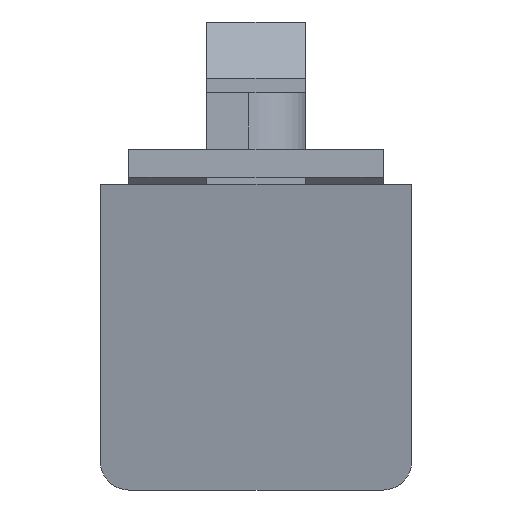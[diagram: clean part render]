
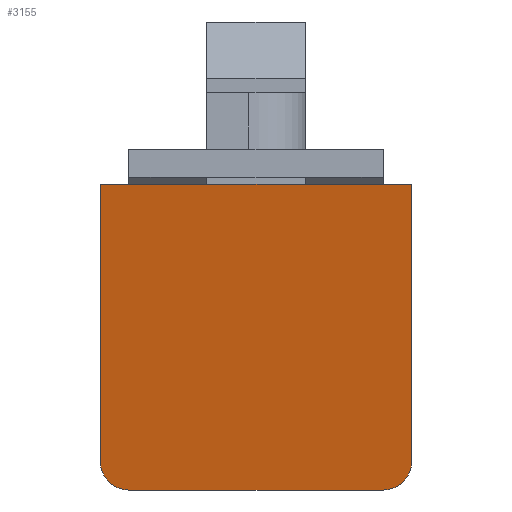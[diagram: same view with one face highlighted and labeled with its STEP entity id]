
A CAD part, top view. The second image highlights one B-rep face of the part: STEP entity #3155.
In plain terms, the highlighted face is planar.
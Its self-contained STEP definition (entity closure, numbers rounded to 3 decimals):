
#2989=CARTESIAN_POINT('',(2.0,15.95,2.0));
#2990=VERTEX_POINT('',#2989);
#2991=CARTESIAN_POINT('',(2.0,13.95,0.0));
#2992=VERTEX_POINT('',#2991);
#2993=CARTESIAN_POINT('',(2.0,13.95,2.0));
#2994=DIRECTION('',(-1.0,0.0,0.0));
#2995=DIRECTION('',(0.0,0.707,-0.707));
#2996=AXIS2_PLACEMENT_3D('',#2993,#2994,#2995);
#2997=CIRCLE('',#2996,2.0);
#2998=EDGE_CURVE('',#2990,#2992,#2997,.T.);
#3040=CARTESIAN_POINT('',(2.0,15.95,20.0));
#3041=VERTEX_POINT('',#3040);
#3048=CARTESIAN_POINT('',(2.0,15.95,2.0));
#3049=DIRECTION('',(0.0,0.0,1.0));
#3050=VECTOR('',#3049,18.0);
#3051=LINE('',#3048,#3050);
#3052=EDGE_CURVE('',#2990,#3041,#3051,.T.);
#3104=CARTESIAN_POINT('',(2.0,13.95,22.0));
#3105=VERTEX_POINT('',#3104);
#3112=CARTESIAN_POINT('',(2.0,13.95,20.0));
#3113=DIRECTION('',(-1.0,0.0,0.0));
#3114=DIRECTION('',(0.0,0.707,0.707));
#3115=AXIS2_PLACEMENT_3D('',#3112,#3113,#3114);
#3116=CIRCLE('',#3115,2.0);
#3117=EDGE_CURVE('',#3105,#3041,#3116,.T.);
#3123=CARTESIAN_POINT('',(2.0,-6.05,0.0));
#3124=DIRECTION('',(1.0,0.0,0.0));
#3125=DIRECTION('',(0.0,1.0,0.0));
#3126=AXIS2_PLACEMENT_3D('',#3123,#3124,#3125);
#3127=PLANE('',#3126);
#3128=ORIENTED_EDGE('',*,*,#2998,.F.);
#3129=ORIENTED_EDGE('',*,*,#3052,.T.);
#3130=ORIENTED_EDGE('',*,*,#3117,.F.);
#3131=CARTESIAN_POINT('',(2.0,-6.05,22.0));
#3132=VERTEX_POINT('',#3131);
#3133=CARTESIAN_POINT('',(2.0,-6.05,22.0));
#3134=DIRECTION('',(0.0,1.0,0.0));
#3135=VECTOR('',#3134,20.0);
#3136=LINE('',#3133,#3135);
#3137=EDGE_CURVE('',#3132,#3105,#3136,.T.);
#3138=ORIENTED_EDGE('',*,*,#3137,.F.);
#3139=CARTESIAN_POINT('',(2.0,-6.05,0.0));
#3140=VERTEX_POINT('',#3139);
#3141=CARTESIAN_POINT('',(2.0,-6.05,0.0));
#3142=DIRECTION('',(0.0,0.0,1.0));
#3143=VECTOR('',#3142,22.0);
#3144=LINE('',#3141,#3143);
#3145=EDGE_CURVE('',#3140,#3132,#3144,.T.);
#3146=ORIENTED_EDGE('',*,*,#3145,.F.);
#3147=CARTESIAN_POINT('',(2.0,13.95,0.0));
#3148=DIRECTION('',(0.0,-1.0,0.0));
#3149=VECTOR('',#3148,20.0);
#3150=LINE('',#3147,#3149);
#3151=EDGE_CURVE('',#2992,#3140,#3150,.T.);
#3152=ORIENTED_EDGE('',*,*,#3151,.F.);
#3153=EDGE_LOOP('',(#3128,#3129,#3130,#3138,#3146,#3152));
#3154=FACE_OUTER_BOUND('',#3153,.T.);
#3155=ADVANCED_FACE('',(#3154),#3127,.T.);
